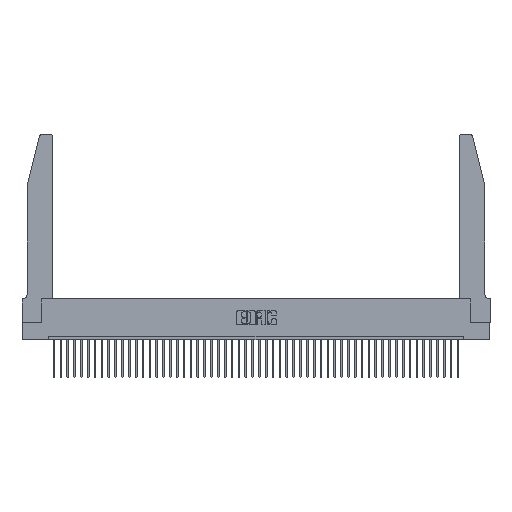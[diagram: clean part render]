
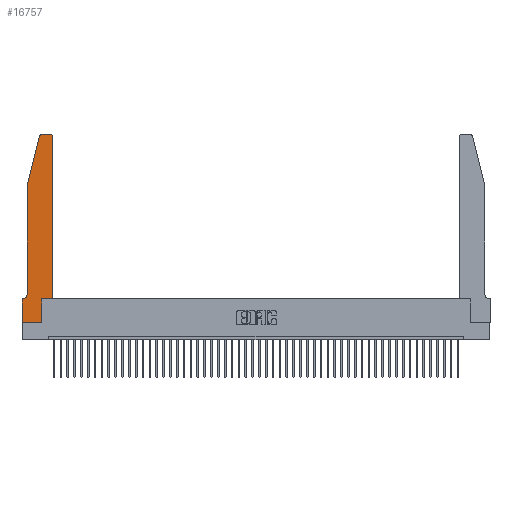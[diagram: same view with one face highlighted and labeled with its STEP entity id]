
A CAD part, top view. The second image highlights one B-rep face of the part: STEP entity #16757.
In plain terms, the highlighted planar face has unit normal (0, 0, 1).
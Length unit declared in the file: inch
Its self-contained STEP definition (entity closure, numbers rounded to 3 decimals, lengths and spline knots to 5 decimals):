
#441 = VECTOR ( 'NONE', #3264, 39.37008 ) ;
#831 = VERTEX_POINT ( 'NONE', #19411 ) ;
#1192 = CARTESIAN_POINT ( 'NONE',  ( 0., 0.35, 0.37 ) ) ;
#1286 = EDGE_CURVE ( 'NONE', #44907, #831, #40785, .T. ) ;
#1584 = ORIENTED_EDGE ( 'NONE', *, *, #40656, .T. ) ;
#1655 = CIRCLE ( 'NONE', #8607, 0.07 ) ;
#1913 = CARTESIAN_POINT ( 'NONE',  ( 0., 0., 0.37 ) ) ;
#2163 = EDGE_CURVE ( 'NONE', #35442, #32829, #1655, .T. ) ;
#2912 = CARTESIAN_POINT ( 'NONE',  ( 0.0755, 2., 0.37 ) ) ;
#3013 = CARTESIAN_POINT ( 'NONE',  ( 0.2865, 0.35, 0.37 ) ) ;
#3199 = VECTOR ( 'NONE', #25346, 39.37008 ) ;
#3264 = DIRECTION ( 'NONE',  ( -1., 0., 0. ) ) ;
#7654 = ORIENTED_EDGE ( 'NONE', *, *, #1286, .T. ) ;
#8104 = VERTEX_POINT ( 'NONE', #47210 ) ;
#8435 = CARTESIAN_POINT ( 'NONE',  ( 0.284, 2.75, 0.37 ) ) ;
#8607 = AXIS2_PLACEMENT_3D ( 'NONE', #39881, #14062, #35864 ) ;
#8624 = VECTOR ( 'NONE', #35281, 39.37008 ) ;
#9196 = CARTESIAN_POINT ( 'NONE',  ( 0.4505, 2.72, 0.37 ) ) ;
#10069 = VECTOR ( 'NONE', #10358, 39.37008 ) ;
#10212 = LINE ( 'NONE', #10791, #441 ) ;
#10358 = DIRECTION ( 'NONE',  ( -0.239, -0.971, 0. ) ) ;
#10392 = LINE ( 'NONE', #14597, #14423 ) ;
#10545 = ORIENTED_EDGE ( 'NONE', *, *, #13053, .T. ) ;
#10550 = VERTEX_POINT ( 'NONE', #14584 ) ;
#10791 = CARTESIAN_POINT ( 'NONE',  ( 0.0755, 0.35, 0.37 ) ) ;
#10845 = EDGE_CURVE ( 'NONE', #32829, #10550, #10212, .T. ) ;
#12410 = DIRECTION ( 'NONE',  ( 1., 0., 0. ) ) ;
#12580 = DIRECTION ( 'NONE',  ( 0., 0., 1. ) ) ;
#12855 = CARTESIAN_POINT ( 'NONE',  ( 0.2865, 0.35, 0.37 ) ) ;
#13053 = EDGE_CURVE ( 'NONE', #13798, #46293, #31264, .T. ) ;
#13078 = DIRECTION ( 'NONE',  ( 1., 0., 0. ) ) ;
#13635 = CARTESIAN_POINT ( 'NONE',  ( 0.284, 2.72, 0.37 ) ) ;
#13798 = VERTEX_POINT ( 'NONE', #8435 ) ;
#14062 = DIRECTION ( 'NONE',  ( 0., 0., -1. ) ) ;
#14078 = LINE ( 'NONE', #37122, #42117 ) ;
#14423 = VECTOR ( 'NONE', #25629, 39.37008 ) ;
#14584 = CARTESIAN_POINT ( 'NONE',  ( 0., 0.35, 0.37 ) ) ;
#14597 = CARTESIAN_POINT ( 'NONE',  ( 0.4505, 0.35, 0.37 ) ) ;
#15220 = LINE ( 'NONE', #28916, #10069 ) ;
#15942 = DIRECTION ( 'NONE',  ( 0., 0., 1. ) ) ;
#16404 = EDGE_CURVE ( 'NONE', #831, #16518, #44182, .T. ) ;
#16518 = VERTEX_POINT ( 'NONE', #3013 ) ;
#16757 = ADVANCED_FACE ( 'NONE', ( #35585 ), #25875, .T. ) ;
#17112 = DIRECTION ( 'NONE',  ( 0., 0., 1. ) ) ;
#18071 = ORIENTED_EDGE ( 'NONE', *, *, #10845, .T. ) ;
#19411 = CARTESIAN_POINT ( 'NONE',  ( 0.2865, 0., 0.37 ) ) ;
#19572 = EDGE_LOOP ( 'NONE', ( #44122, #10545, #47353, #1584, #43283, #18071, #26211, #7654, #25740, #40688, #30004, #45114 ) ) ;
#19758 = CARTESIAN_POINT ( 'NONE',  ( 0.0755, 2., 0.37 ) ) ;
#19947 = CARTESIAN_POINT ( 'NONE',  ( 0.4505, 0.35, 0.37 ) ) ;
#20587 = VERTEX_POINT ( 'NONE', #9196 ) ;
#20620 = CARTESIAN_POINT ( 'NONE',  ( 0.0755, 0.42, 0.37 ) ) ;
#21022 = EDGE_CURVE ( 'NONE', #16518, #37345, #10392, .T. ) ;
#21858 = AXIS2_PLACEMENT_3D ( 'NONE', #1192, #15942, #12410 ) ;
#23960 = DIRECTION ( 'NONE',  ( 0., 1., 0. ) ) ;
#25346 = DIRECTION ( 'NONE',  ( 0., -1., 0. ) ) ;
#25629 = DIRECTION ( 'NONE',  ( 1., 0., 0. ) ) ;
#25740 = ORIENTED_EDGE ( 'NONE', *, *, #16404, .T. ) ;
#25875 = PLANE ( 'NONE',  #21858 ) ;
#26211 = ORIENTED_EDGE ( 'NONE', *, *, #45052, .T. ) ;
#26390 = AXIS2_PLACEMENT_3D ( 'NONE', #33541, #12580, #13078 ) ;
#26759 = CARTESIAN_POINT ( 'NONE',  ( 0., 0., 0.37 ) ) ;
#26987 = CARTESIAN_POINT ( 'NONE',  ( 0.0055, 0.35, 0.37 ) ) ;
#27576 = EDGE_CURVE ( 'NONE', #20587, #8104, #36664, .T. ) ;
#28916 = CARTESIAN_POINT ( 'NONE',  ( 0.0755, 2., 0.37 ) ) ;
#28990 = LINE ( 'NONE', #2912, #3199 ) ;
#29793 = VECTOR ( 'NONE', #37827, 39.37008 ) ;
#29840 = DIRECTION ( 'NONE',  ( -1., 0., 0. ) ) ;
#30004 = ORIENTED_EDGE ( 'NONE', *, *, #39921, .T. ) ;
#31264 = CIRCLE ( 'NONE', #37118, 0.03 ) ;
#32829 = VERTEX_POINT ( 'NONE', #26987 ) ;
#33541 = CARTESIAN_POINT ( 'NONE',  ( 0.4205, 2.72, 0.37 ) ) ;
#33608 = VECTOR ( 'NONE', #23960, 39.37008 ) ;
#34628 = LINE ( 'NONE', #1913, #44931 ) ;
#34920 = DIRECTION ( 'NONE',  ( 1., 0., 0. ) ) ;
#35281 = DIRECTION ( 'NONE',  ( 0., 1., 0. ) ) ;
#35442 = VERTEX_POINT ( 'NONE', #20620 ) ;
#35585 = FACE_OUTER_BOUND ( 'NONE', #19572, .T. ) ;
#35864 = DIRECTION ( 'NONE',  ( -1., 0., 0. ) ) ;
#36631 = EDGE_CURVE ( 'NONE', #8104, #13798, #14078, .T. ) ;
#36664 = CIRCLE ( 'NONE', #26390, 0.03 ) ;
#37118 = AXIS2_PLACEMENT_3D ( 'NONE', #13635, #17112, #34920 ) ;
#37122 = CARTESIAN_POINT ( 'NONE',  ( 0.2605, 2.75, 0.37 ) ) ;
#37345 = VERTEX_POINT ( 'NONE', #19947 ) ;
#37827 = DIRECTION ( 'NONE',  ( 1., 0., 0. ) ) ;
#38831 = DIRECTION ( 'NONE',  ( 0., -1., 0. ) ) ;
#39881 = CARTESIAN_POINT ( 'NONE',  ( 0.0055, 0.42, 0.37 ) ) ;
#39921 = EDGE_CURVE ( 'NONE', #37345, #20587, #44001, .T. ) ;
#40656 = EDGE_CURVE ( 'NONE', #44342, #35442, #28990, .T. ) ;
#40688 = ORIENTED_EDGE ( 'NONE', *, *, #21022, .T. ) ;
#40785 = LINE ( 'NONE', #45013, #29793 ) ;
#42117 = VECTOR ( 'NONE', #29840, 39.37008 ) ;
#43283 = ORIENTED_EDGE ( 'NONE', *, *, #2163, .T. ) ;
#44001 = LINE ( 'NONE', #45945, #33608 ) ;
#44075 = EDGE_CURVE ( 'NONE', #46293, #44342, #15220, .T. ) ;
#44122 = ORIENTED_EDGE ( 'NONE', *, *, #36631, .T. ) ;
#44182 = LINE ( 'NONE', #12855, #8624 ) ;
#44342 = VERTEX_POINT ( 'NONE', #19758 ) ;
#44907 = VERTEX_POINT ( 'NONE', #26759 ) ;
#44931 = VECTOR ( 'NONE', #38831, 39.37008 ) ;
#45013 = CARTESIAN_POINT ( 'NONE',  ( 0., 0., 0.37 ) ) ;
#45052 = EDGE_CURVE ( 'NONE', #10550, #44907, #34628, .T. ) ;
#45114 = ORIENTED_EDGE ( 'NONE', *, *, #27576, .T. ) ;
#45945 = CARTESIAN_POINT ( 'NONE',  ( 0.4505, 0.35, 0.37 ) ) ;
#45970 = CARTESIAN_POINT ( 'NONE',  ( 0.25487, 2.72718, 0.37 ) ) ;
#46293 = VERTEX_POINT ( 'NONE', #45970 ) ;
#47210 = CARTESIAN_POINT ( 'NONE',  ( 0.4205, 2.75, 0.37 ) ) ;
#47353 = ORIENTED_EDGE ( 'NONE', *, *, #44075, .T. ) ;
